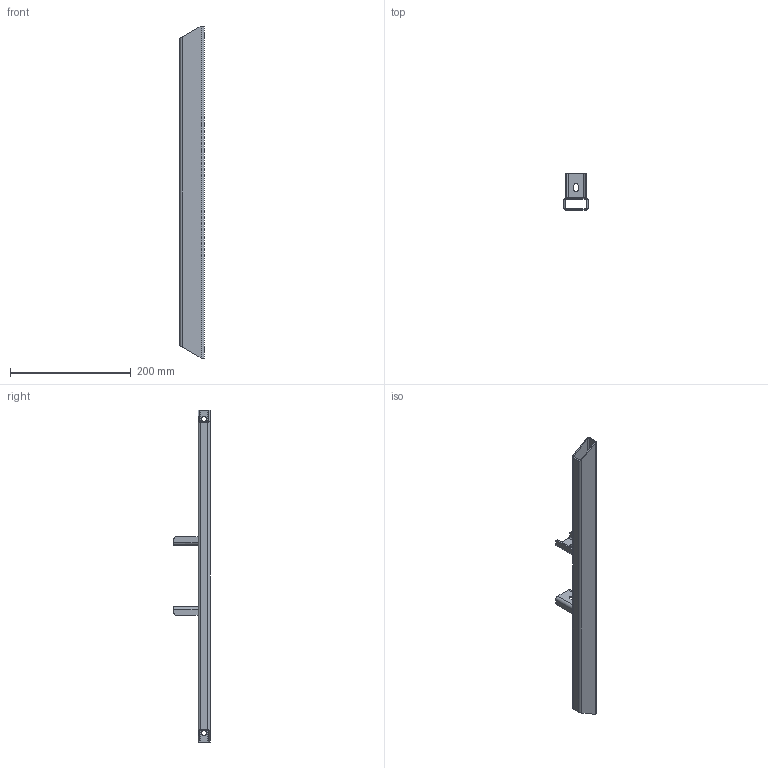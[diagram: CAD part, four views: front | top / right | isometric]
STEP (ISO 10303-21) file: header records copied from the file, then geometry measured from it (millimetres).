
FILE_DESCRIPTION((''),'2;1');
FILE_NAME('JC35TS-0335','2021-01-08T14:04:16',('sa'),('捷昌驱动'),'CREO PARAMETRIC BY PTC INC, 2018100','CREO PARAMETRIC BY PTC INC, 2018100','');
FILE_SCHEMA(('CONFIG_CONTROL_DESIGN'));
Length unit declared in the file: millimetre
Products named in the file (1): JC35TS-0335
Bounding box: 40 x 60 x 550 mm (x, y, z)
Volume: 123946.1 mm3; surface area: 123118.4 mm2
Topology: 1 solids, 1 shells, 68 faces, 196 edges, 128 vertices
Faces by surface type: plane 40, cylinder 28
Entity records: 2306 total; most frequent: CARTESIAN_POINT 428, ORIENTED_EDGE 392, DIRECTION 376, EDGE_CURVE 196, VECTOR 136, LINE 136, VERTEX_POINT 128, AXIS2_PLACEMENT_3D 120
